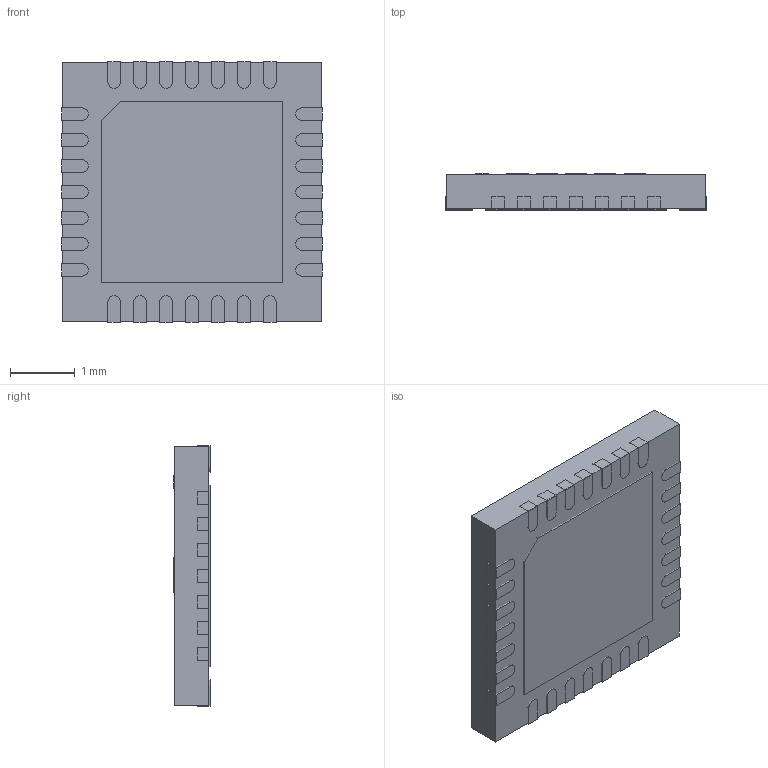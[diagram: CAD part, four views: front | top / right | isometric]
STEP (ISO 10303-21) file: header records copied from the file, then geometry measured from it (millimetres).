
FILE_DESCRIPTION (( 'STEP AP214' ), '1' );
FILE_NAME ('35EBD709-5D52-4748-8503-118DE121CE5D.STEP', '2025-05-02T12:18:29', ( '' ), ( '' ), 'SwSTEP 2.0', 'SolidWorks 2022', '' );
FILE_SCHEMA (( 'AUTOMOTIVE_DESIGN' ));
Length unit declared in the file: millimetre
Products named in the file (1): 35EBD709-5D52-4748-8503-118DE121CE5D
Bounding box: 4.02 x 0.56 x 4.02 mm (x, y, z)
Surface area: 70 mm2
Topology: 36 solids, 36 shells, 253 faces, 543 edges, 362 vertices
Faces by surface type: plane 196, cylinder 37, bspline 20
Entity records: 11637 total; most frequent: CARTESIAN_POINT 3021, ORIENTED_EDGE 1086, DIRECTION 1045, EDGE_CURVE 543, VECTOR 429, LINE 429, VERTEX_POINT 362, AXIS2_PLACEMENT_3D 308
